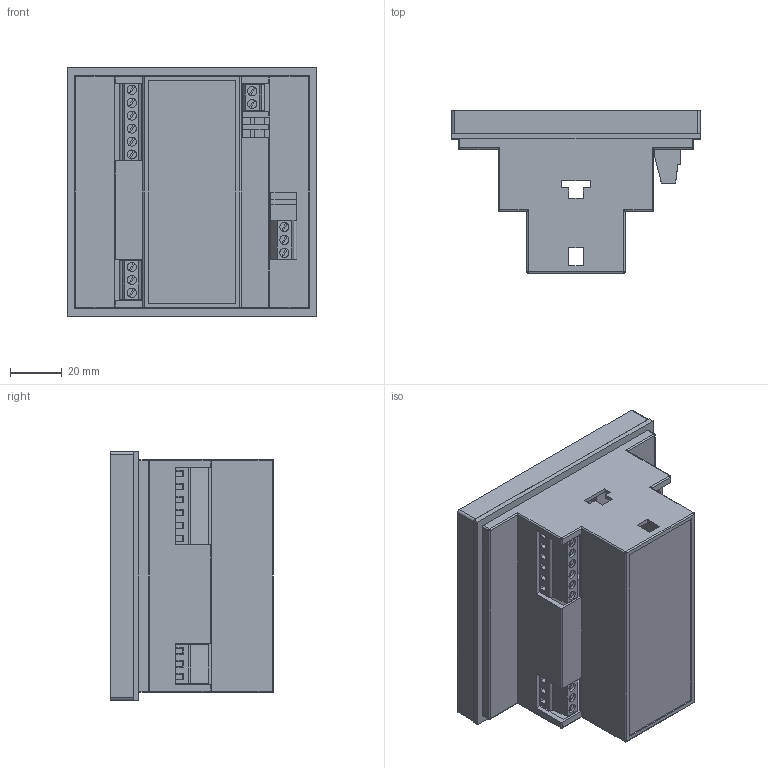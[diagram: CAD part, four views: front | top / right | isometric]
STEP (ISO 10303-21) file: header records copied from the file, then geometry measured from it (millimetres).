
FILE_DESCRIPTION(('TFLEX Exchange Step'),'2;1');
FILE_NAME('3D-модель прибора 10K7-М.stp', '2020-10-19T17:53:53+05:00',('Alex'),('Unknown organisation'),'TFLEX Exchange 2019.1','T-FLEX CAD','Unknown authorisation');
FILE_SCHEMA( ('AUTOMOTIVE_DESIGN { 1 0 10303 214 1 1 1 1 }') );
Length unit declared in the file: millimetre
Products named in the file (11): Клемма:3; Клемма; Клемма:4; Клемма:7; Этикетка; Крышка; Корпус:2; Корпус; _10K7-М
Assembly tree (20 placements, depth 3):
  _10K7-М
    Клемма
      Клемма:3  x2
    Клемма  x2
      Клемма:4
    Клемма
      Клемма:7  x6
    Этикетка
    Крышка
    Корпус
      Корпус:2  x2
Bounding box: 96 x 63 x 96 mm (x, y, z)
Volume: 71824.9 mm3; surface area: 92598.2 mm2
Topology: 53 solids, 53 shells, 824 faces, 2066 edges, 1336 vertices
Faces by surface type: plane 647, cylinder 93, bspline 72, sphere 12
Full cylindrical faces by diameter (mm): 3.5 x28
Entity records: 21288 total; most frequent: CARTESIAN_POINT 4551, ORIENTED_EDGE 3484, DIRECTION 3098, EDGE_CURVE 1742, VECTOR 1396, LINE 1396, VERTEX_POINT 1132, AXIS2_PLACEMENT_3D 851
